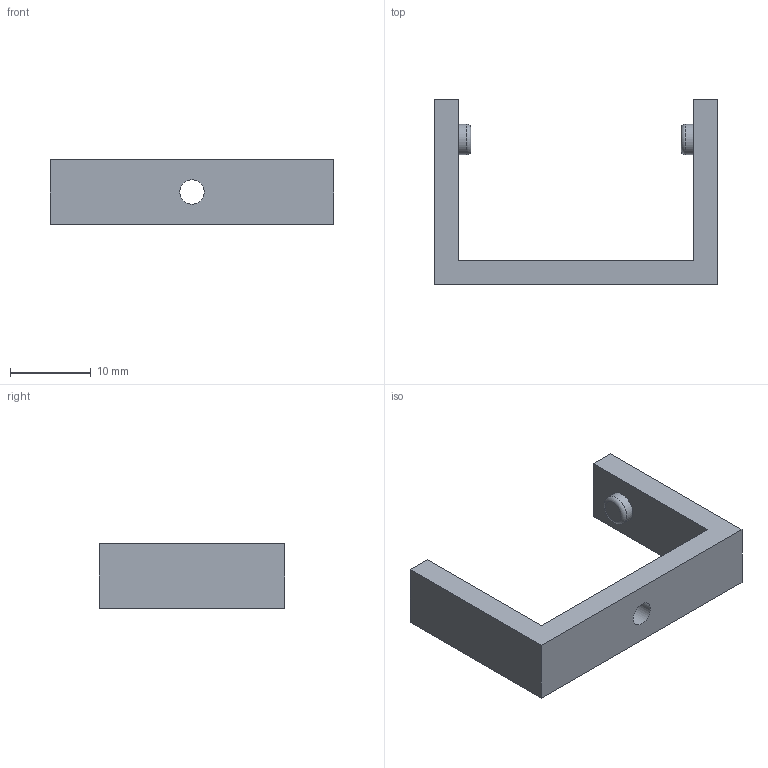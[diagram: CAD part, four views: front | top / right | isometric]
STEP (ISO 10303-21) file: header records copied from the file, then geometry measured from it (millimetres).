
FILE_DESCRIPTION(/* description */ (''),/* implementation_level */ '2;1');
FILE_NAME(/* name */ 'Camera Hinge.step',/* time_stamp */ '2016-10-18T22:35:30-06:00',/* author */ (''),/* organization */ (''),/* preprocessor_version */ 'ST-DEVELOPER v16.5',/* originating_system */ 'Autodesk Translation Framework v5.2.0.2031',/* authorisation */ '');
FILE_SCHEMA (('AUTOMOTIVE_DESIGN { 1 0 10303 214 3 1 1 }'));
Length unit declared in the file: centimetre
Products named in the file (1): Camera Hinge v8
Bounding box: 35.1 x 23 x 8 mm (x, y, z)
Volume: 1814.2 mm3; surface area: 1745.6 mm2
Topology: 1 solids, 1 shells, 17 faces, 37 edges, 24 vertices
Faces by surface type: plane 12, cylinder 3, torus 2
Full cylindrical faces by diameter (mm): 3 x1, 3.75 x2
Entity records: 466 total; most frequent: DIRECTION 76, CARTESIAN_POINT 74, ORIENTED_EDGE 64, EDGE_CURVE 32, EDGE_LOOP 26, AXIS2_PLACEMENT_3D 26, LINE 24, VECTOR 24
